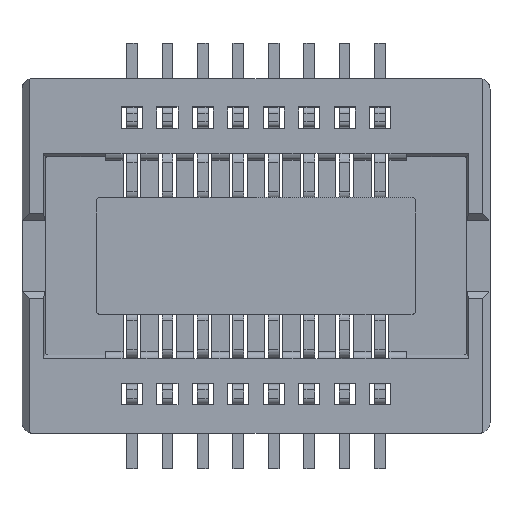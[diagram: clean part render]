
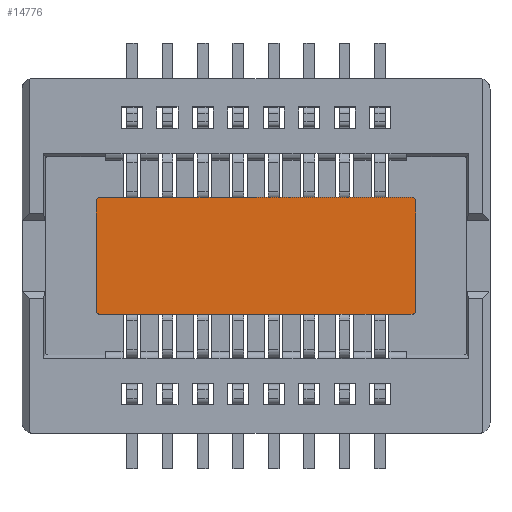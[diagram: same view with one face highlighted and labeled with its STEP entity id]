
A CAD part, top view. The second image highlights one B-rep face of the part: STEP entity #14776.
In plain terms, the highlighted planar face has unit normal (0, 0, 1).
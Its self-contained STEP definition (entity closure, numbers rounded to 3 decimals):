
#13=DIRECTION('',(0.,0.,1.));
#28=VECTOR('',#29,1.);
#29=DIRECTION('',(-1.,0.,0.));
#43=VECTOR('',#44,1.);
#44=DIRECTION('',(1.,0.,0.));
#52=DIRECTION('',(0.,1.,0.));
#64=DIRECTION('',(0.,-1.,0.));
#122=VECTOR('',#52,1.);
#157=VECTOR('',#64,1.);
#564=DIRECTION('',(0.,0.,-1.));
#6055=DIRECTION('',(0.,-0.,1.));
#6125=EDGE_CURVE('',#6126,#6128,#6130,.T.);
#6126=VERTEX_POINT('',#6127);
#6127=CARTESIAN_POINT('',(-2.2,-0.825,1.15));
#6128=VERTEX_POINT('',#6129);
#6129=CARTESIAN_POINT('',(2.2,-0.825,1.15));
#6130=LINE('',#6131,#43);
#6131=CARTESIAN_POINT('',(-2.25,-0.825,1.15));
#14654=EDGE_CURVE('',#14655,#14657,#14659,.T.);
#14655=VERTEX_POINT('',#14656);
#14656=CARTESIAN_POINT('',(2.2,0.825,1.15));
#14657=VERTEX_POINT('',#14658);
#14658=CARTESIAN_POINT('',(-2.2,0.825,1.15));
#14659=LINE('',#14660,#28);
#14660=CARTESIAN_POINT('',(2.25,0.825,1.15));
#14736=ORIENTED_EDGE('',*,*,#14737,.T.);
#14737=EDGE_CURVE('',#14657,#14738,#14740,.T.);
#14738=VERTEX_POINT('',#14739);
#14739=CARTESIAN_POINT('',(-2.25,0.775,1.15));
#14740=CIRCLE('',#14741,0.05);
#14741=AXIS2_PLACEMENT_3D('',#14742,#6055,#52);
#14742=CARTESIAN_POINT('',(-2.2,0.775,1.15));
#14752=EDGE_CURVE('',#14738,#14753,#14755,.T.);
#14753=VERTEX_POINT('',#14754);
#14754=CARTESIAN_POINT('',(-2.25,-0.775,1.15));
#14755=LINE('',#14756,#157);
#14756=CARTESIAN_POINT('',(-2.25,0.825,1.15));
#14767=EDGE_CURVE('',#6126,#14753,#14768,.T.);
#14768=CIRCLE('',#14769,0.05);
#14769=AXIS2_PLACEMENT_3D('',#14770,#564,#52);
#14770=CARTESIAN_POINT('',(-2.2,-0.775,1.15));
#14776=ADVANCED_FACE('',(#14777),#14801,.T.);
#14777=FACE_BOUND('',#14778,.T.);
#14778=EDGE_LOOP('',(#14779,#14780,#14787,#14793,#14798,#14736,#14799,#14800));
#14779=ORIENTED_EDGE('',*,*,#6125,.T.);
#14780=ORIENTED_EDGE('',*,*,#14781,.T.);
#14781=EDGE_CURVE('',#6128,#14782,#14784,.T.);
#14782=VERTEX_POINT('',#14783);
#14783=CARTESIAN_POINT('',(2.25,-0.775,1.15));
#14784=CIRCLE('',#14785,0.05);
#14785=AXIS2_PLACEMENT_3D('',#14786,#6055,#52);
#14786=CARTESIAN_POINT('',(2.2,-0.775,1.15));
#14787=ORIENTED_EDGE('',*,*,#14788,.T.);
#14788=EDGE_CURVE('',#14782,#14789,#14791,.T.);
#14789=VERTEX_POINT('',#14790);
#14790=CARTESIAN_POINT('',(2.25,0.775,1.15));
#14791=LINE('',#14792,#122);
#14792=CARTESIAN_POINT('',(2.25,-0.825,1.15));
#14793=ORIENTED_EDGE('',*,*,#14794,.T.);
#14794=EDGE_CURVE('',#14789,#14655,#14795,.T.);
#14795=CIRCLE('',#14796,0.05);
#14796=AXIS2_PLACEMENT_3D('',#14797,#6055,#52);
#14797=CARTESIAN_POINT('',(2.2,0.775,1.15));
#14798=ORIENTED_EDGE('',*,*,#14654,.T.);
#14799=ORIENTED_EDGE('',*,*,#14752,.T.);
#14800=ORIENTED_EDGE('',*,*,#14767,.F.);
#14801=PLANE('',#14802);
#14802=AXIS2_PLACEMENT_3D('',#14803,#13,#44);
#14803=CARTESIAN_POINT('',(0.,0.,1.15));
